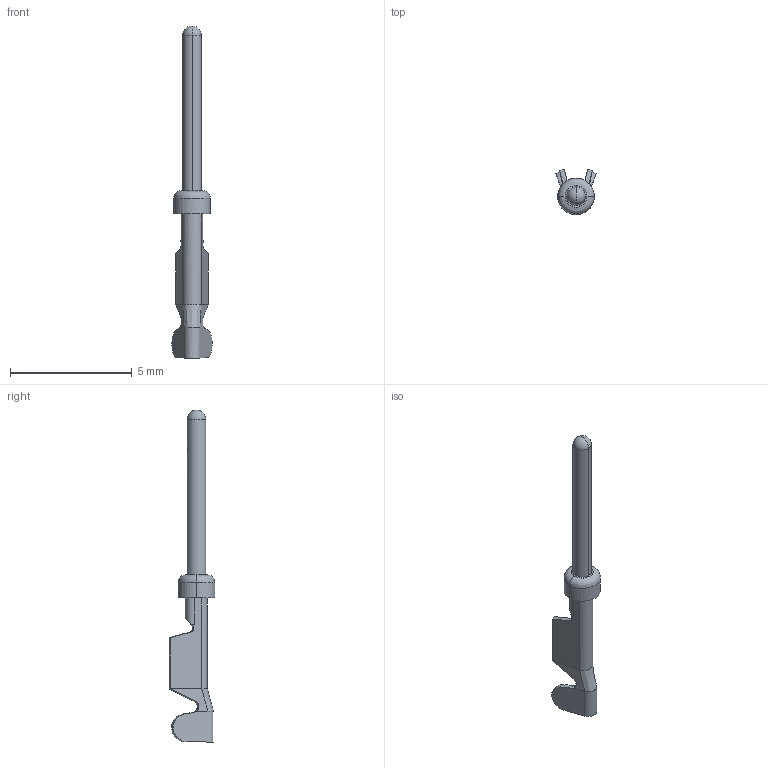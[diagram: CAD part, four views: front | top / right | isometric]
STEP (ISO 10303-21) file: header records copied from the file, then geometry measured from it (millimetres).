
FILE_DESCRIPTION(/* description */ (''),/* implementation_level */ '2;1');
FILE_NAME(/* name */ '100230387ugm000_a.stp',/* time_stamp */ '2014-03-13T08:20:04+01:00',/* author */ (''),/* organization */ (''),/* preprocessor_version */ 'ST-DEVELOPER v15',/* originating_system */ 'SIEMENS PLM Software NX 8.5',/* authorisation */ '');
FILE_SCHEMA (('AUTOMOTIVE_DESIGN { 1 0 10303 214 3 1 1 1 }'));
Length unit declared in the file: millimetre
Products named in the file (1): 100230387ugm000_a
Bounding box: 1.65 x 1.87 x 13.61 mm (x, y, z)
Volume: 6.4 mm3; surface area: 70.1 mm2
Topology: 2 solids, 2 shells, 85 faces, 231 edges, 224 vertices
Faces by surface type: plane 35, bspline 25, revolution 15, cylinder 8, sphere 2
Entity records: 3708 total; most frequent: CARTESIAN_POINT 1465, ORIENTED_EDGE 412, DIRECTION 324, EDGE_CURVE 206, VERTEX_POINT 129, LINE 129, VECTOR 129, AXIS2_PLACEMENT_3D 90
